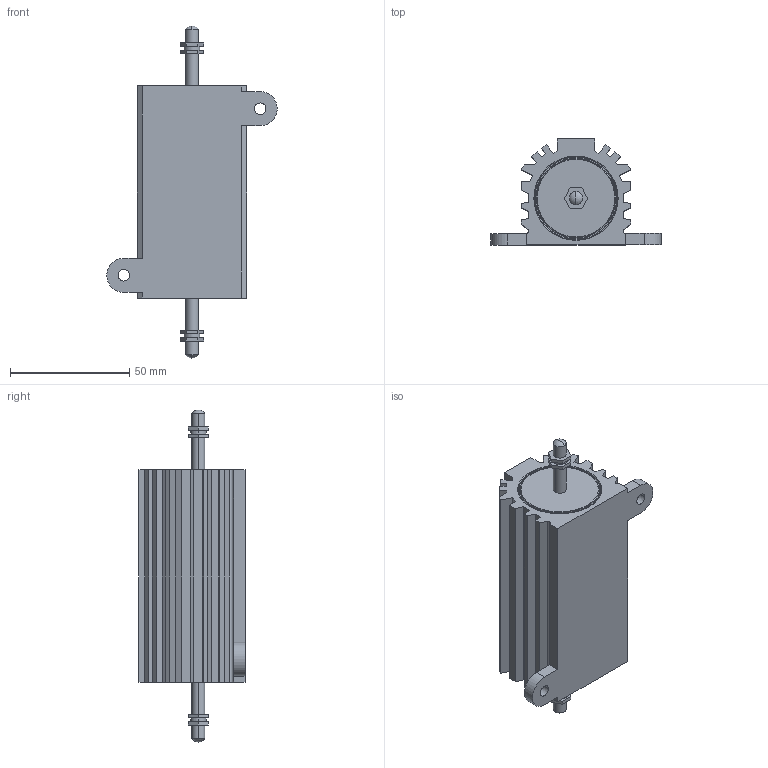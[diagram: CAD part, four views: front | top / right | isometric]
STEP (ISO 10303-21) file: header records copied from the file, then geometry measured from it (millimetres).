
FILE_DESCRIPTION (( 'STEP AP214' ), '1' );
FILE_NAME ('RH-NH100.STEP', '2014-04-01T14:05:11', ( '' ), ( '' ), 'SwSTEP 2.0', 'SolidWorks 2012', '' );
FILE_SCHEMA (( 'AUTOMOTIVE_DESIGN' ));
Length unit declared in the file: millimetre
Products named in the file (1): RH-NH100
Bounding box: 71.41 x 44.45 x 139.14 mm (x, y, z)
Volume: 153134.6 mm3; surface area: 26495.6 mm2
Topology: 1 solids, 1 shells, 150 faces, 384 edges, 250 vertices
Faces by surface type: plane 100, cylinder 30, torus 16, sphere 4
Entity records: 6216 total; most frequent: DIRECTION 786, CARTESIAN_POINT 785, ORIENTED_EDGE 768, EDGE_CURVE 384, LINE 284, VECTOR 284, AXIS2_PLACEMENT_3D 251, VERTEX_POINT 250
